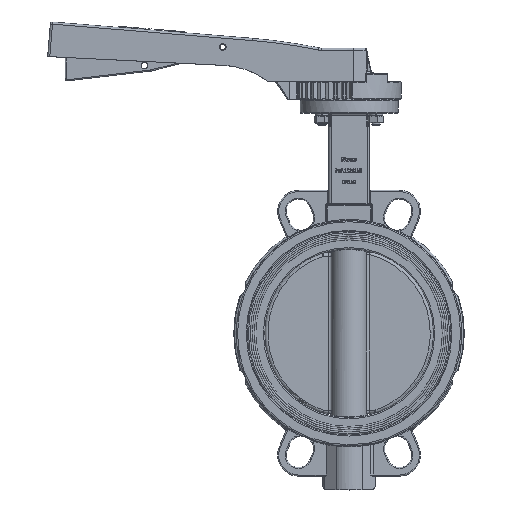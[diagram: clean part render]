
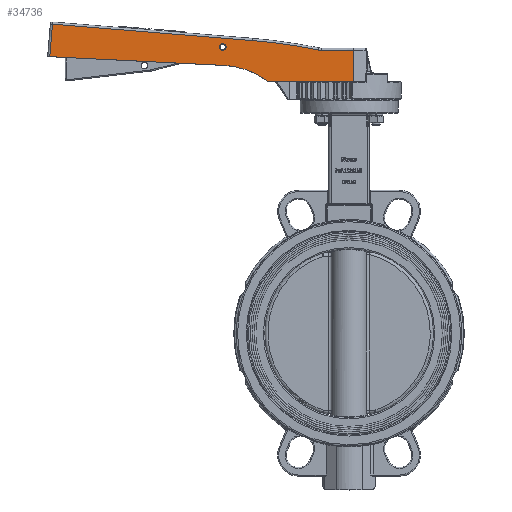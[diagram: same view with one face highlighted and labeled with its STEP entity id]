
A CAD part, top view. The second image highlights one B-rep face of the part: STEP entity #34736.
In plain terms, the highlighted planar face has unit normal (0, 0, 1).
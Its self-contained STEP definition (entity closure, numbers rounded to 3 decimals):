
#4470=LINE('',#65345,#7009);
#4484=LINE('',#65413,#7023);
#4485=LINE('',#65420,#7024);
#4493=LINE('',#65458,#7032);
#4496=LINE('',#65464,#7035);
#4497=LINE('',#65470,#7036);
#4498=LINE('',#65471,#7037);
#7009=VECTOR('',#42824,29.979);
#7023=VECTOR('',#42912,184.);
#7024=VECTOR('',#42921,29.937);
#7032=VECTOR('',#42941,29.);
#7035=VECTOR('',#42946,157.999);
#7036=VECTOR('',#42951,26.847);
#7037=VECTOR('',#42952,50.106);
#7992=PLANE('',#36728);
#8228=FACE_BOUND('',#11904,.T.);
#9853=FACE_OUTER_BOUND('',#11903,.T.);
#11903=EDGE_LOOP('',(#29410,#29411,#29412,#29413,#29414,#29415,#29416,#29417,
#29418,#29419,#29420));
#11904=EDGE_LOOP('',(#29421));
#12885=CIRCLE('',#36710,12.);
#12888=CIRCLE('',#36714,512.194);
#12894=CIRCLE('',#36729,70.);
#12895=CIRCLE('',#36730,6.);
#12896=CIRCLE('',#36731,3.);
#15927=VERTEX_POINT('',#65342);
#15928=VERTEX_POINT('',#65344);
#15943=VERTEX_POINT('',#65401);
#15944=VERTEX_POINT('',#65406);
#15945=VERTEX_POINT('',#65411);
#15947=VERTEX_POINT('',#65418);
#15955=VERTEX_POINT('',#65457);
#15957=VERTEX_POINT('',#65463);
#15958=VERTEX_POINT('',#65465);
#15959=VERTEX_POINT('',#65467);
#15960=VERTEX_POINT('',#65469);
#15961=VERTEX_POINT('',#65472);
#20470=EDGE_CURVE('',#15927,#15928,#4470,.T.);
#20501=EDGE_CURVE('',#15943,#15927,#12885,.T.);
#20504=EDGE_CURVE('',#15944,#15943,#12888,.T.);
#20507=EDGE_CURVE('',#15945,#15944,#4484,.T.);
#20510=EDGE_CURVE('',#15947,#15945,#4485,.T.);
#20522=EDGE_CURVE('',#15955,#15928,#4493,.T.);
#20525=EDGE_CURVE('',#15947,#15957,#4496,.T.);
#20526=EDGE_CURVE('',#15957,#15958,#12894,.T.);
#20527=EDGE_CURVE('',#15958,#15959,#12895,.T.);
#20528=EDGE_CURVE('',#15959,#15960,#4497,.T.);
#20529=EDGE_CURVE('',#15955,#15960,#4498,.T.);
#20530=EDGE_CURVE('',#15961,#15961,#12896,.T.);
#29410=ORIENTED_EDGE('',*,*,#20470,.F.);
#29411=ORIENTED_EDGE('',*,*,#20501,.F.);
#29412=ORIENTED_EDGE('',*,*,#20504,.F.);
#29413=ORIENTED_EDGE('',*,*,#20507,.F.);
#29414=ORIENTED_EDGE('',*,*,#20510,.F.);
#29415=ORIENTED_EDGE('',*,*,#20525,.T.);
#29416=ORIENTED_EDGE('',*,*,#20526,.T.);
#29417=ORIENTED_EDGE('',*,*,#20527,.T.);
#29418=ORIENTED_EDGE('',*,*,#20528,.T.);
#29419=ORIENTED_EDGE('',*,*,#20529,.F.);
#29420=ORIENTED_EDGE('',*,*,#20522,.T.);
#29421=ORIENTED_EDGE('',*,*,#20530,.T.);
#34736=ADVANCED_FACE('',(#9853,#8228),#7992,.F.);
#36710=AXIS2_PLACEMENT_3D('',#65403,#42896,#42897);
#36714=AXIS2_PLACEMENT_3D('',#65408,#42904,#42905);
#36728=AXIS2_PLACEMENT_3D('',#65462,#42944,#42945);
#36729=AXIS2_PLACEMENT_3D('',#65466,#42947,#42948);
#36730=AXIS2_PLACEMENT_3D('',#65468,#42949,#42950);
#36731=AXIS2_PLACEMENT_3D('',#65473,#42953,#42954);
#42824=DIRECTION('',(1.,0.,0.));
#42896=DIRECTION('center_axis',(0.,0.,
1.));
#42897=DIRECTION('ref_axis',(-0.101,-0.995,0.));
#42904=DIRECTION('center_axis',(0.,0.,
-1.));
#42905=DIRECTION('ref_axis',(0.142,0.99,0.));
#42912=DIRECTION('',(0.997,-0.082,0.));
#42921=DIRECTION('',(0.082,0.997,0.));
#42941=DIRECTION('',(0.,1.,0.));
#42944=DIRECTION('center_axis',(0.,0.,
-1.));
#42945=DIRECTION('ref_axis',(-1.,0.,0.));
#42946=DIRECTION('',(0.999,-0.05,0.));
#42947=DIRECTION('center_axis',(0.,0.,
-1.));
#42948=DIRECTION('ref_axis',(-0.013,-1.,0.));
#42949=DIRECTION('center_axis',(0.,0.,
1.));
#42950=DIRECTION('ref_axis',(0.,-1.,0.));
#42951=DIRECTION('',(1.,0.,0.));
#42952=DIRECTION('',(-1.,0.,0.));
#42953=DIRECTION('center_axis',(0.,0.,
-1.));
#42954=DIRECTION('ref_axis',(1.,0.,0.));
#65342=CARTESIAN_POINT('',(-25.56,260.,13.));
#65344=CARTESIAN_POINT('',(4.42,260.,13.));
#65345=CARTESIAN_POINT('',(-76.839,260.,13.));
#65401=CARTESIAN_POINT('',(-27.972,260.245,13.));
#65403=CARTESIAN_POINT('Origin',(-25.56,272.,13.));
#65406=CARTESIAN_POINT('',(-89.181,268.997,13.));
#65408=CARTESIAN_POINT('Origin',(-130.944,-241.491,13.));
#65411=CARTESIAN_POINT('',(-272.568,284.,13.));
#65413=CARTESIAN_POINT('',(-199.766,278.044,13.));
#65418=CARTESIAN_POINT('',(-275.009,254.162,13.));
#65420=CARTESIAN_POINT('',(-274.368,261.995,13.));
#65457=CARTESIAN_POINT('',(4.42,231.,13.));
#65458=CARTESIAN_POINT('',(4.42,259.989,13.));
#65462=CARTESIAN_POINT('Origin',(-128.118,257.978,13.));
#65463=CARTESIAN_POINT('',(-117.21,246.207,13.));
#65464=CARTESIAN_POINT('',(-117.21,246.207,13.));
#65465=CARTESIAN_POINT('',(-76.135,232.201,13.));
#65466=CARTESIAN_POINT('Origin',(-118.151,176.213,13.));
#65467=CARTESIAN_POINT('',(-72.534,231.,13.));
#65468=CARTESIAN_POINT('Origin',(-72.534,237.,13.));
#65469=CARTESIAN_POINT('',(-45.686,231.,13.));
#65470=CARTESIAN_POINT('',(23.42,231.,13.));
#65471=CARTESIAN_POINT('',(-64.059,231.,13.));
#65472=CARTESIAN_POINT('',(-119.,263.,13.));
#65473=CARTESIAN_POINT('Origin',(-116.,263.,13.));
